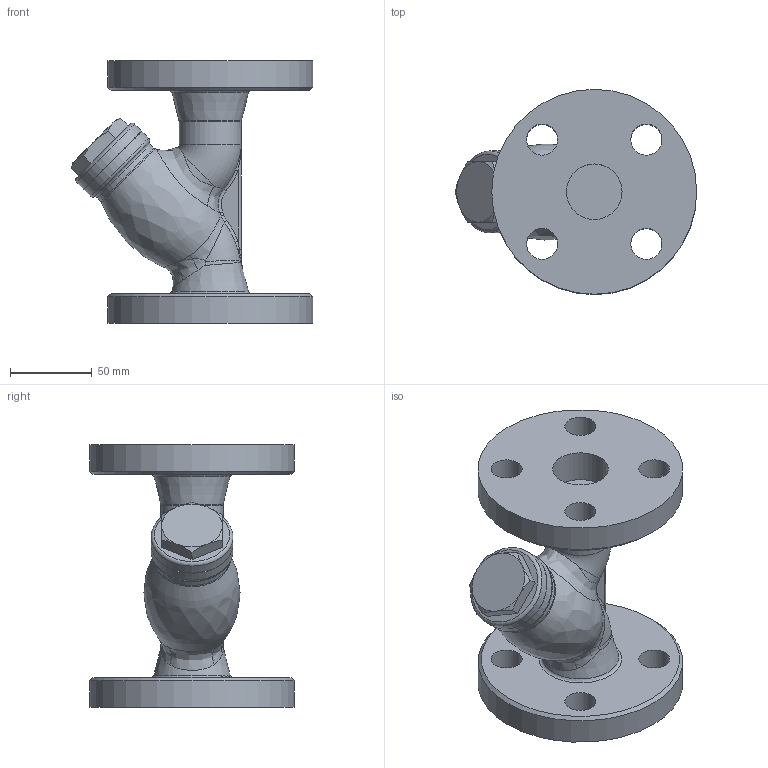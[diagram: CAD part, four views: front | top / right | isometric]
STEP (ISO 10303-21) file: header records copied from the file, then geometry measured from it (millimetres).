
FILE_DESCRIPTION((''),'2;1');
FILE_NAME('yf000-025-jis10-00.stp','2012-07-13T16:20:00',('nakaot'),(''),'Autodesk Inventor 2012','Autodesk Inventor 2012','');
FILE_SCHEMA(('AUTOMOTIVE_DESIGN { 1 0 10303 214 1 1 1 1 }'));
Length unit declared in the file: millimetre
Products named in the file (1): yf000-025-jis10-00
Bounding box: 147.22 x 125 x 160 mm (x, y, z)
Volume: 670469.6 mm3; surface area: 97584.5 mm2
Topology: 1 solids, 1 shells, 106 faces, 253 edges, 154 vertices
Faces by surface type: bspline 36, cylinder 25, plane 21, torus 14, cone 10
Full cylindrical faces by diameter (mm): 19 x8, 25 x1, 34 x2, 38 x1, 46 x1, 50 x2, 125 x2
Entity records: 3982 total; most frequent: CARTESIAN_POINT 1888, ORIENTED_EDGE 420, DIRECTION 370, EDGE_CURVE 210, AXIS2_PLACEMENT_3D 173, EDGE_LOOP 158, VERTEX_POINT 142, FACE_OUTER_BOUND 106
